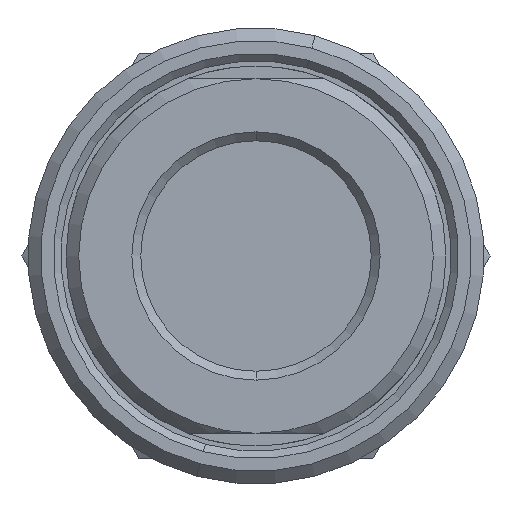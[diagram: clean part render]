
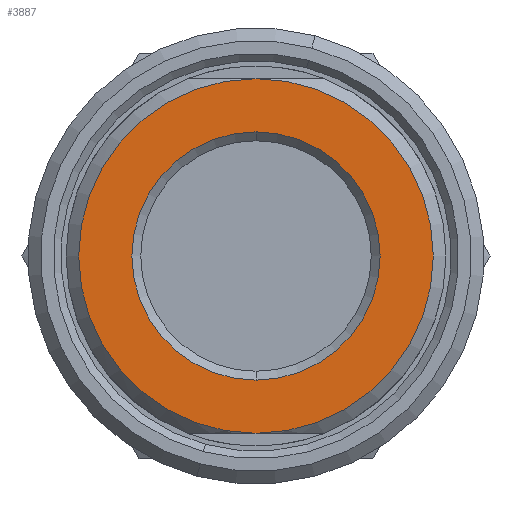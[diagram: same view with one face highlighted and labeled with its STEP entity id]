
A CAD part, front view. The second image highlights one B-rep face of the part: STEP entity #3887.
In plain terms, the highlighted planar face has unit normal (0, -1, 0).
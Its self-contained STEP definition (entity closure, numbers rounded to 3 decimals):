
#442 = PLANE ( 'NONE',  #3688 ) ;
#449 = CARTESIAN_POINT ( 'NONE',  ( 0., 0., 0. ) ) ;
#450 = DIRECTION ( 'NONE',  ( 0., -1., 0. ) ) ;
#451 = DIRECTION ( 'NONE',  ( 0., 0., -1. ) ) ;
#915 = VERTEX_POINT ( 'NONE', #2729 ) ;
#924 = VERTEX_POINT ( 'NONE', #2720 ) ;
#980 = AXIS2_PLACEMENT_3D ( 'NONE', #1236, #1237, #1238 ) ;
#1153 = FACE_OUTER_BOUND ( 'NONE', #2540, .T. ) ;
#1154 = FACE_BOUND ( 'NONE', #2539, .T. ) ;
#1236 = CARTESIAN_POINT ( 'NONE',  ( 0., 0., 0. ) ) ;
#1237 = DIRECTION ( 'NONE',  ( 0., 1., 0. ) ) ;
#1238 = DIRECTION ( 'NONE',  ( 0., 0., 1. ) ) ;
#1643 = CARTESIAN_POINT ( 'NONE',  ( 0., 0., -4.9 ) ) ;
#1656 = CARTESIAN_POINT ( 'NONE',  ( 0., 0., 4.9 ) ) ;
#1706 = CARTESIAN_POINT ( 'NONE',  ( 0., 0., 0. ) ) ;
#1707 = DIRECTION ( 'NONE',  ( 0., -1., 0. ) ) ;
#1708 = DIRECTION ( 'NONE',  ( 0., 0., -1. ) ) ;
#1710 = CARTESIAN_POINT ( 'NONE',  ( 0., 0., 0. ) ) ;
#1711 = DIRECTION ( 'NONE',  ( 0., -1., 0. ) ) ;
#1712 = DIRECTION ( 'NONE',  ( 0., 0., -1. ) ) ;
#1714 = CARTESIAN_POINT ( 'NONE',  ( 0., 0., 0. ) ) ;
#1715 = DIRECTION ( 'NONE',  ( 0., 1., 0. ) ) ;
#1716 = DIRECTION ( 'NONE',  ( 0., 0., 1. ) ) ;
#1782 = CIRCLE ( 'NONE', #2651, 7. ) ;
#1785 = CIRCLE ( 'NONE', #2652, 7. ) ;
#1792 = CIRCLE ( 'NONE', #2653, 4.9 ) ;
#1969 = CIRCLE ( 'NONE', #980, 4.9 ) ;
#2317 = VERTEX_POINT ( 'NONE', #1643 ) ;
#2330 = VERTEX_POINT ( 'NONE', #1656 ) ;
#2408 = ORIENTED_EDGE ( 'NONE', *, *, #2592, .T. ) ;
#2409 = ORIENTED_EDGE ( 'NONE', *, *, #2591, .T. ) ;
#2410 = ORIENTED_EDGE ( 'NONE', *, *, #3387, .T. ) ;
#2411 = ORIENTED_EDGE ( 'NONE', *, *, #2593, .T. ) ;
#2539 = EDGE_LOOP ( 'NONE', ( #2410, #2411 ) ) ;
#2540 = EDGE_LOOP ( 'NONE', ( #2408, #2409 ) ) ;
#2591 = EDGE_CURVE ( 'NONE', #924, #915, #1782, .T. ) ;
#2592 = EDGE_CURVE ( 'NONE', #915, #924, #1785, .T. ) ;
#2593 = EDGE_CURVE ( 'NONE', #2330, #2317, #1792, .T. ) ;
#2651 = AXIS2_PLACEMENT_3D ( 'NONE', #1706, #1707, #1708 ) ;
#2652 = AXIS2_PLACEMENT_3D ( 'NONE', #1710, #1711, #1712 ) ;
#2653 = AXIS2_PLACEMENT_3D ( 'NONE', #1714, #1715, #1716 ) ;
#2720 = CARTESIAN_POINT ( 'NONE',  ( 0., 0., -7. ) ) ;
#2729 = CARTESIAN_POINT ( 'NONE',  ( 0., 0., 7. ) ) ;
#3387 = EDGE_CURVE ( 'NONE', #2317, #2330, #1969, .T. ) ;
#3688 = AXIS2_PLACEMENT_3D ( 'NONE', #449, #450, #451 ) ;
#3887 = ADVANCED_FACE ( 'NONE', ( #1153, #1154 ), #442, .T. ) ;
